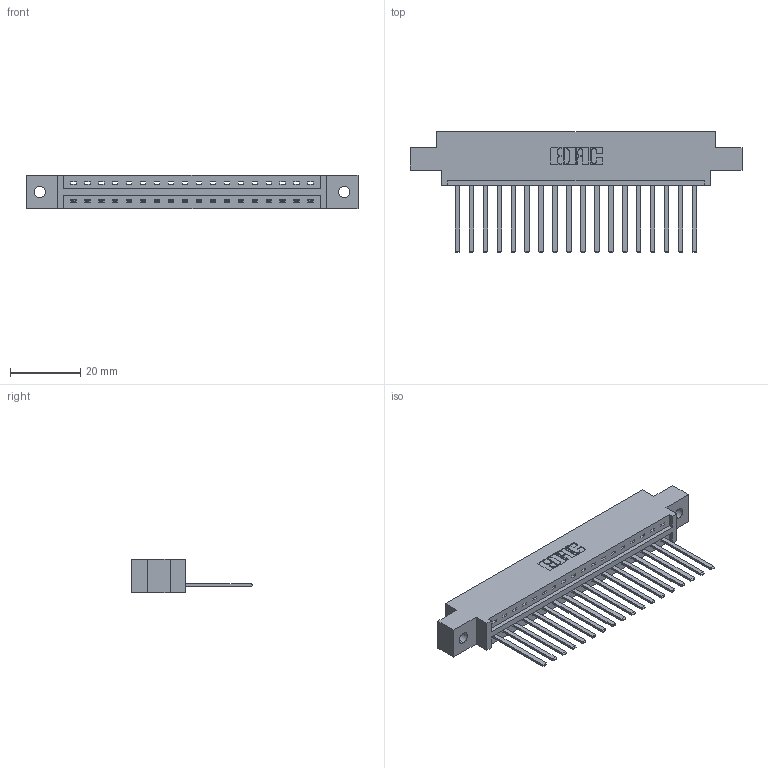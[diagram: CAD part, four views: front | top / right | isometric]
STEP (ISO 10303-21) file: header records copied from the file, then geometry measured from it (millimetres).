
FILE_DESCRIPTION (( 'STEP AP203' ), '1' );
FILE_NAME ('337-018-544-602.STEP', '2018-08-05T01:43:15', ( '' ), ( '' ), 'SwSTEP 2.0', 'SolidWorks 2016', '' );
FILE_SCHEMA (( 'CONFIG_CONTROL_DESIGN' ));
Length unit declared in the file: inch
Products named in the file (3): 337-018-544-602; 337 Part_0.170 Offset - 0.128 Dia; 345-292-001_345-293-144
Assembly tree (19 placements, depth 2):
  337-018-544-602
    337 Part_0.170 Offset - 0.128 Dia
    345-292-001_345-293-144  x18
Bounding box: 94.34 x 34.3 x 9.4 mm (x, y, z)
Volume: 9558.5 mm3; surface area: 10256.5 mm2
Topology: 19 solids, 19 shells, 1126 faces, 3383 edges, 2230 vertices
Faces by surface type: plane 830, cylinder 296
Entity records: 16435 total; most frequent: CARTESIAN_POINT 2868, ORIENTED_EDGE 2822, DIRECTION 2459, EDGE_CURVE 1411, LINE 1287, VECTOR 1287, VERTEX_POINT 938, AXIS2_PLACEMENT_3D 586
